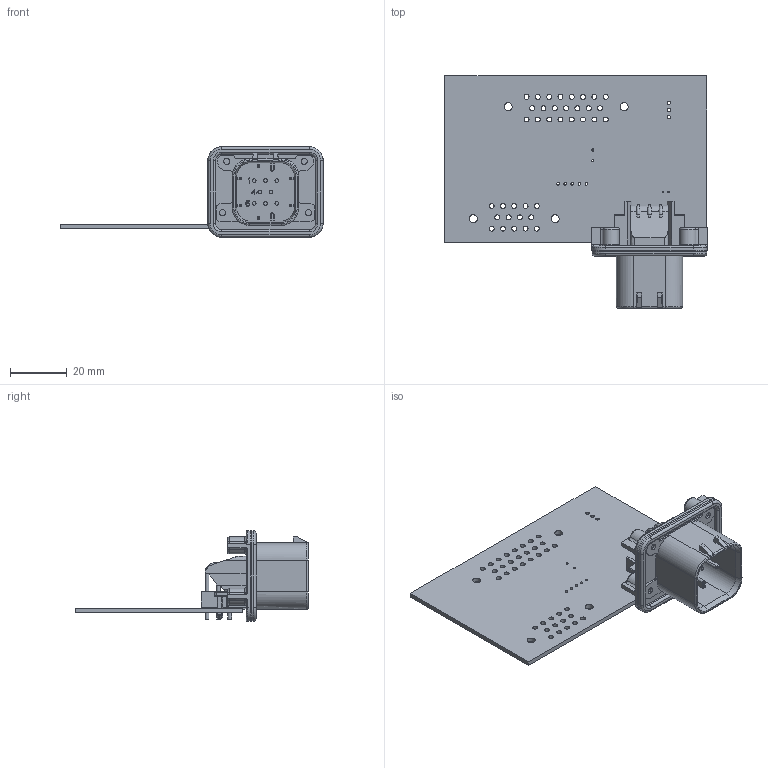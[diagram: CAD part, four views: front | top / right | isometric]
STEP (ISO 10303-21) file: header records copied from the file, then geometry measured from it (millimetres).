
FILE_DESCRIPTION(('KiCad electronic assembly'),'2;1');
FILE_NAME('driver-control-board.step','2022-01-30T14:24:38',('Pcbnew'),( 'Kicad'),'Open CASCADE STEP processor 7.5','KiCad to STEP converter' ,'Unknown');
FILE_SCHEMA(('AUTOMOTIVE_DESIGN { 1 0 10303 214 1 1 1 1 }'));
Length unit declared in the file: millimetre
Products named in the file (4): driver-control-board 1; c-1-776280-1-h-3d; SOLID; driver-control-board PCB
Assembly tree (3 placements, depth 3):
  driver-control-board 1
    c-1-776280-1-h-3d
      SOLID
    driver-control-board PCB
Bounding box: 92.79 x 82.3 x 32.1 mm (x, y, z)
Volume: 17782.4 mm3; surface area: 20873.8 mm2
Topology: 2 solids, 2 shells, 611 faces, 1611 edges, 1036 vertices
Faces by surface type: bspline 538, cylinder 63, plane 10
Full cylindrical faces by diameter (mm): 0.6 x2, 0.8 x2, 0.95 x5, 1.2 x3, 1.75 x45, 2.85 x6
Entity records: 39923 total; most frequent: CARTESIAN_POINT 17601, B_SPLINE_CURVE_WITH_KNOTS 3534, ORIENTED_EDGE 3222, PCURVE 3222, DEFINITIONAL_REPRESENTATION 3222, EDGE_CURVE 1611, SURFACE_CURVE 1548, VERTEX_POINT 1036
